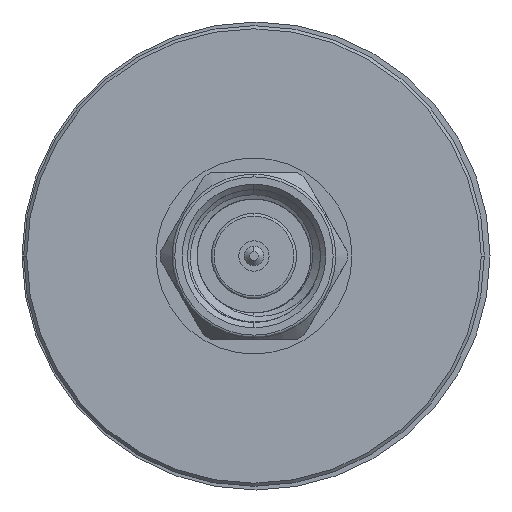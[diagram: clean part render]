
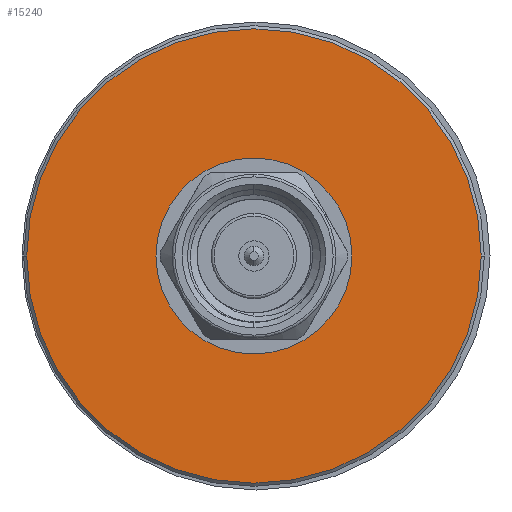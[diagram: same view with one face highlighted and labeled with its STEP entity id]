
A CAD part, left-side view. The second image highlights one B-rep face of the part: STEP entity #15240.
In plain terms, the highlighted face is planar.
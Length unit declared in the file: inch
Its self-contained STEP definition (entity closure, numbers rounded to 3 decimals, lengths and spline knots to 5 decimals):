
#224 = CIRCLE ( 'NONE', #12557, 0.42717 ) ;
#262 = DIRECTION ( 'NONE',  ( 0., 1., 0. ) ) ;
#433 = AXIS2_PLACEMENT_3D ( 'NONE', #6666, #1396, #7950 ) ;
#1396 = DIRECTION ( 'NONE',  ( 1., 0., 0. ) ) ;
#2394 = DIRECTION ( 'NONE',  ( 1., 0., 0. ) ) ;
#2448 = DIRECTION ( 'NONE',  ( 0., 1., 0. ) ) ;
#2529 = VERTEX_POINT ( 'NONE', #3407 ) ;
#3407 = CARTESIAN_POINT ( 'NONE',  ( 0.39579, 0.18803, 0. ) ) ;
#3903 = ORIENTED_EDGE ( 'NONE', *, *, #15548, .F. ) ;
#3917 = VERTEX_POINT ( 'NONE', #7193 ) ;
#4186 = EDGE_CURVE ( 'NONE', #9808, #3917, #7341, .T. ) ;
#5482 = CARTESIAN_POINT ( 'NONE',  ( 0.39579, -0.42332, 0. ) ) ;
#5820 = CARTESIAN_POINT ( 'NONE',  ( 0.39579, 0.00385, 0. ) ) ;
#5985 = DIRECTION ( 'NONE',  ( 1., 0., 0. ) ) ;
#6095 = ORIENTED_EDGE ( 'NONE', *, *, #4186, .T. ) ;
#6271 = CARTESIAN_POINT ( 'NONE',  ( 0.39579, 0.00385, 0. ) ) ;
#6666 = CARTESIAN_POINT ( 'NONE',  ( 0.39579, 0.00385, 0. ) ) ;
#7155 = ORIENTED_EDGE ( 'NONE', *, *, #16061, .F. ) ;
#7193 = CARTESIAN_POINT ( 'NONE',  ( 0.39579, 0.43102, 0. ) ) ;
#7253 = VERTEX_POINT ( 'NONE', #7350 ) ;
#7341 = CIRCLE ( 'NONE', #14967, 0.42717 ) ;
#7350 = CARTESIAN_POINT ( 'NONE',  ( 0.39579, -0.18033, 0. ) ) ;
#7566 = DIRECTION ( 'NONE',  ( 1., 0., 0. ) ) ;
#7950 = DIRECTION ( 'NONE',  ( 0., 1., 0. ) ) ;
#8658 = CIRCLE ( 'NONE', #11477, 0.18418 ) ;
#9808 = VERTEX_POINT ( 'NONE', #5482 ) ;
#10264 = CARTESIAN_POINT ( 'NONE',  ( 0.39579, 0.43102, 0. ) ) ;
#11460 = FACE_BOUND ( 'NONE', #13332, .T. ) ;
#11477 = AXIS2_PLACEMENT_3D ( 'NONE', #5820, #5985, #16036 ) ;
#11989 = CARTESIAN_POINT ( 'NONE',  ( 0.39579, 0.00385, 0. ) ) ;
#12026 = AXIS2_PLACEMENT_3D ( 'NONE', #10264, #2394, #2448 ) ;
#12557 = AXIS2_PLACEMENT_3D ( 'NONE', #6271, #7566, #16486 ) ;
#13332 = EDGE_LOOP ( 'NONE', ( #7155, #3903 ) ) ;
#13811 = CIRCLE ( 'NONE', #433, 0.18418 ) ;
#14025 = PLANE ( 'NONE',  #12026 ) ;
#14426 = DIRECTION ( 'NONE',  ( 1., 0., 0. ) ) ;
#14840 = EDGE_LOOP ( 'NONE', ( #6095, #16513 ) ) ;
#14868 = FACE_OUTER_BOUND ( 'NONE', #14840, .T. ) ;
#14967 = AXIS2_PLACEMENT_3D ( 'NONE', #11989, #14426, #262 ) ;
#15240 = ADVANCED_FACE ( 'NONE', ( #14868, #11460 ), #14025, .T. ) ;
#15317 = EDGE_CURVE ( 'NONE', #3917, #9808, #224, .T. ) ;
#15548 = EDGE_CURVE ( 'NONE', #7253, #2529, #8658, .T. ) ;
#16036 = DIRECTION ( 'NONE',  ( 0., 1., 0. ) ) ;
#16061 = EDGE_CURVE ( 'NONE', #2529, #7253, #13811, .T. ) ;
#16486 = DIRECTION ( 'NONE',  ( 0., 1., 0. ) ) ;
#16513 = ORIENTED_EDGE ( 'NONE', *, *, #15317, .T. ) ;
